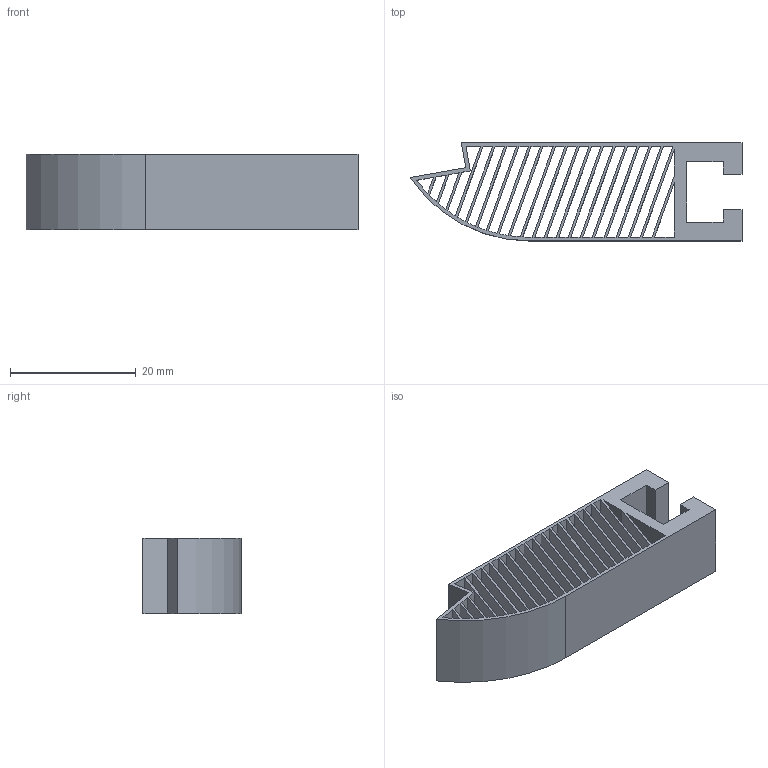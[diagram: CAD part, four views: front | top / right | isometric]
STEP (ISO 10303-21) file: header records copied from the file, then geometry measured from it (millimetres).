
FILE_DESCRIPTION(/* description */ (''),/* implementation_level */ '2;1');
FILE_NAME(/* name */ 'Finray_9_notch_10deg_20deg20inf.stp',/* time_stamp */ '2022-11-21T19:23:53+01:00',/* author */ ('richa'),/* organization */ (''),/* preprocessor_version */ 'ST-DEVELOPER v19',/* originating_system */ 'Autodesk Inventor 2023',/* authorisation */ '');
FILE_SCHEMA (('AUTOMOTIVE_DESIGN { 1 0 10303 214 3 1 1 }'));
Length unit declared in the file: millimetre
Products named in the file (1): Finray_9_Kerbe_10deg_20deg20inf_PLA
Bounding box: 52.8 x 15.6 x 12 mm (x, y, z)
Volume: 3066.8 mm3; surface area: 9968.1 mm2
Topology: 1 solids, 1 shells, 105 faces, 309 edges, 206 vertices
Faces by surface type: plane 93, cylinder 12
Entity records: 3578 total; most frequent: CARTESIAN_POINT 621, ORIENTED_EDGE 618, DIRECTION 545, EDGE_CURVE 309, LINE 285, VECTOR 285, VERTEX_POINT 206, EDGE_LOOP 149
